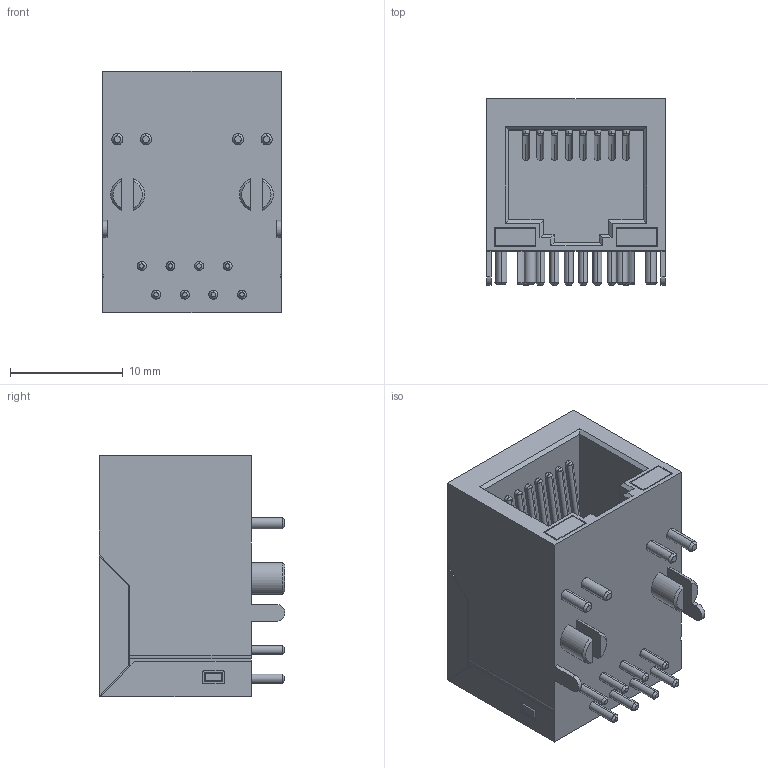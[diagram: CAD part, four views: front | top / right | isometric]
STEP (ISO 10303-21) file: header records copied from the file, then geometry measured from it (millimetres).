
FILE_DESCRIPTION (( 'STEP AP214' ), '1' );
FILE_NAME ('KLS12.STEP', '2020-04-09T07:29:08', ( 'pkot' ), ( '' ), 'SwSTEP 2.0', 'SolidWorks 2020', '' );
FILE_SCHEMA (( 'AUTOMOTIVE_DESIGN' ));
Length unit declared in the file: millimetre
Products named in the file (1): KLS12
Bounding box: 15.88 x 16.5 x 21.4 mm (x, y, z)
Volume: 3008.6 mm3; surface area: 2911.8 mm2
Topology: 3 solids, 3 shells, 269 faces, 682 edges, 424 vertices
Faces by surface type: plane 149, cylinder 80, cone 32, bspline 8
Entity records: 11260 total; most frequent: CARTESIAN_POINT 2086, ORIENTED_EDGE 1328, DIRECTION 1280, EDGE_CURVE 664, VECTOR 460, LINE 460, VERTEX_POINT 424, AXIS2_PLACEMENT_3D 410
